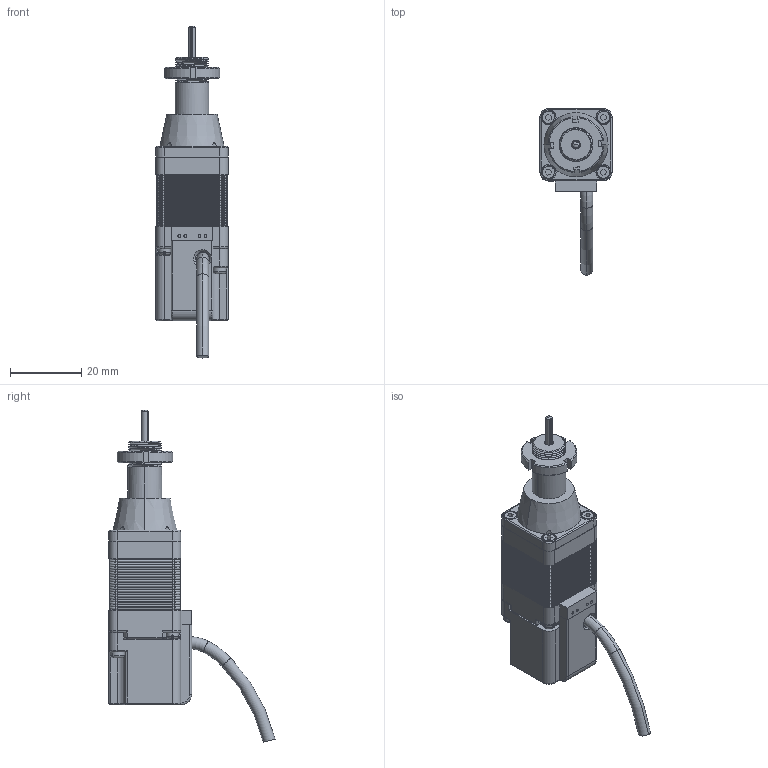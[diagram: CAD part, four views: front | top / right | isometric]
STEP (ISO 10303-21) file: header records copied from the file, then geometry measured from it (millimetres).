
FILE_DESCRIPTION (( 'STEP AP214' ), '1' );
FILE_NAME ('MP-21-1201X.STEP', '2024-05-01T21:36:50', ( '' ), ( '' ), 'SwSTEP 2.0', 'SolidWorks 2023', '' );
FILE_SCHEMA (( 'AUTOMOTIVE_DESIGN' ));
Length unit declared in the file: millimetre
Products named in the file (9): 130054-A Nut 375-40; M2 3; M2 28 pan; 130005 Motor S8-NC; cable; Spline, Cut, MP-21_41.75; 430033-B Back plate; 430032-B MP-21 25mm, Front Plate; MP-21-1201X
Assembly tree (12 placements, depth 2):
  MP-21-1201X
    430032-B MP-21 25mm, Front Plate
    430033-B Back plate
    M2 3  x4
    M2 28 pan  x2
    130005 Motor S8-NC
    cable
    130054-A Nut 375-40
    Spline, Cut, MP-21_41.75
Bounding box: 20.2 x 46.61 x 93.11 mm (x, y, z)
Volume: 18122.8 mm3; surface area: 12684.9 mm2
Topology: 12 solids, 12 shells, 1082 faces, 2378 edges, 1335 vertices
Faces by surface type: cylinder 480, torus 334, plane 209, cone 41, sphere 13, bspline 5
Entity records: 30291 total; most frequent: CARTESIAN_POINT 7257, DIRECTION 5464, ORIENTED_EDGE 4410, AXIS2_PLACEMENT_3D 2319, EDGE_CURVE 2205, CIRCLE 1304, VERTEX_POINT 1234, EDGE_LOOP 1047
